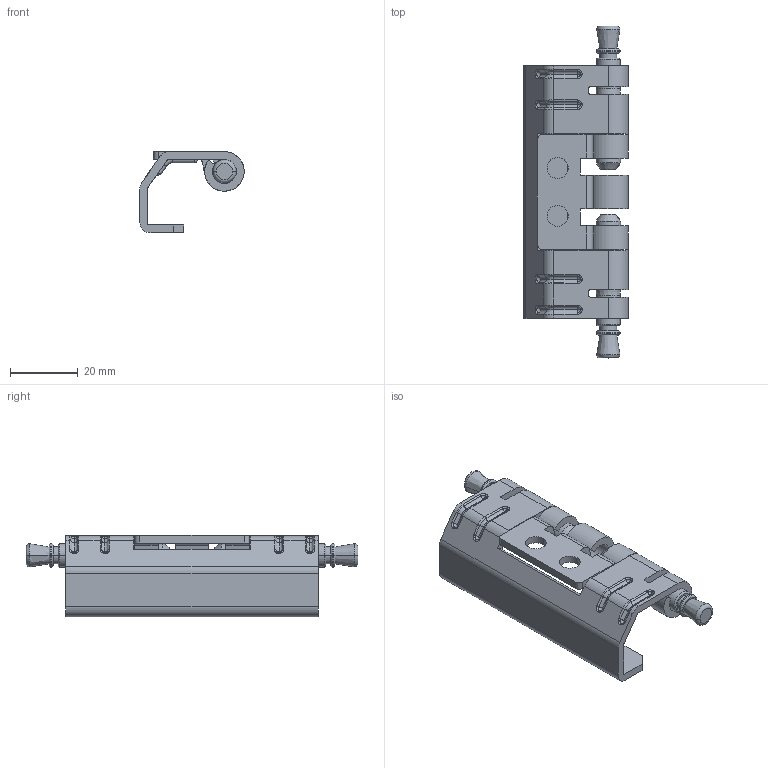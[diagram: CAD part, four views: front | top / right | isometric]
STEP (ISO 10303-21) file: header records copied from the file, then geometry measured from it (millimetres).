
FILE_DESCRIPTION(/* description */ (''),/* implementation_level */ '2;1');
FILE_NAME(/* name */ 'JL201-1',/* time_stamp */ '2024-09-13T17:06:28+08:00',/* author */ (''),/* organization */ (''),/* preprocessor_version */ 'ST-DEVELOPER v19.2',/* originating_system */ 'Rhino 8.5',/* authorisation */ '');
FILE_SCHEMA (('CONFIG_CONTROL_DESIGN'));
Length unit declared in the file: millimetre
Products named in the file (1): Document
Bounding box: 30.85 x 98.2 x 24.1 mm (x, y, z)
Volume: 14822.3 mm3; surface area: 14388.2 mm2
Topology: 4 solids, 4 shells, 281 faces, 725 edges, 446 vertices
Faces by surface type: cylinder 126, bspline 95, plane 60
Entity records: 33439 total; most frequent: CARTESIAN_POINT 27771, ORIENTED_EDGE 1434, EDGE_CURVE 717, DIRECTION 712, VERTEX_POINT 446, AXIS2_PLACEMENT_3D 432, EDGE_LOOP 297, ADVANCED_FACE 281
